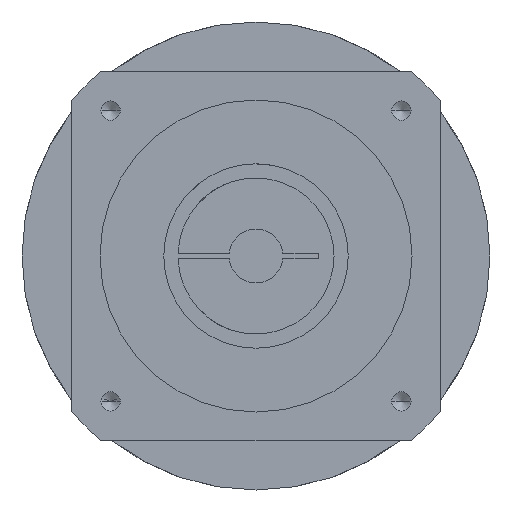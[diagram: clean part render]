
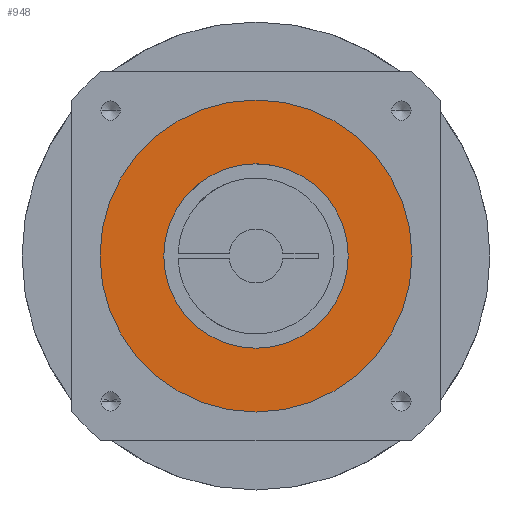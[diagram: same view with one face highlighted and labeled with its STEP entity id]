
A CAD part, front view. The second image highlights one B-rep face of the part: STEP entity #948.
In plain terms, the highlighted face is planar.
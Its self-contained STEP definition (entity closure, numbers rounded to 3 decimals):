
#15 = EDGE_CURVE ( 'NONE', #2699, #3407, #4783, .T. ) ;
#500 = DIRECTION ( 'NONE',  ( 0., 0., 1. ) ) ;
#632 = EDGE_LOOP ( 'NONE', ( #4231, #3581 ) ) ;
#778 = VERTEX_POINT ( 'NONE', #4202 ) ;
#916 = CARTESIAN_POINT ( 'NONE',  ( 0., 70., 55. ) ) ;
#930 = CARTESIAN_POINT ( 'NONE',  ( 0., 70., 0. ) ) ;
#948 = ADVANCED_FACE ( 'NONE', ( #2545, #2467 ), #3051, .T. ) ;
#1071 = DIRECTION ( 'NONE',  ( 0., 0., 1. ) ) ;
#1400 = AXIS2_PLACEMENT_3D ( 'NONE', #930, #3073, #2092 ) ;
#1617 = AXIS2_PLACEMENT_3D ( 'NONE', #4675, #5513, #4264 ) ;
#1714 = AXIS2_PLACEMENT_3D ( 'NONE', #2987, #1749, #4302 ) ;
#1740 = CIRCLE ( 'NONE', #1617, 55. ) ;
#1749 = DIRECTION ( 'NONE',  ( 0., 1., 0. ) ) ;
#1794 = CARTESIAN_POINT ( 'NONE',  ( 0., 70., 0. ) ) ;
#2092 = DIRECTION ( 'NONE',  ( 0., 0., 1. ) ) ;
#2310 = EDGE_LOOP ( 'NONE', ( #2617, #5244 ) ) ;
#2467 = FACE_OUTER_BOUND ( 'NONE', #632, .T. ) ;
#2545 = FACE_BOUND ( 'NONE', #2310, .T. ) ;
#2551 = CARTESIAN_POINT ( 'NONE',  ( 0., 70., -55. ) ) ;
#2617 = ORIENTED_EDGE ( 'NONE', *, *, #4920, .F. ) ;
#2699 = VERTEX_POINT ( 'NONE', #2551 ) ;
#2769 = DIRECTION ( 'NONE',  ( 0., 1., 0. ) ) ;
#2987 = CARTESIAN_POINT ( 'NONE',  ( 0., 70., 0. ) ) ;
#3051 = PLANE ( 'NONE',  #4276 ) ;
#3073 = DIRECTION ( 'NONE',  ( 0., 1., 0. ) ) ;
#3382 = EDGE_CURVE ( 'NONE', #4882, #778, #4695, .T. ) ;
#3407 = VERTEX_POINT ( 'NONE', #916 ) ;
#3581 = ORIENTED_EDGE ( 'NONE', *, *, #15, .T. ) ;
#3916 = CARTESIAN_POINT ( 'NONE',  ( 0., 70., -32.5 ) ) ;
#4202 = CARTESIAN_POINT ( 'NONE',  ( 0., 70., 32.5 ) ) ;
#4231 = ORIENTED_EDGE ( 'NONE', *, *, #4652, .T. ) ;
#4264 = DIRECTION ( 'NONE',  ( 0., 0., 1. ) ) ;
#4276 = AXIS2_PLACEMENT_3D ( 'NONE', #1794, #4797, #500 ) ;
#4301 = CIRCLE ( 'NONE', #1400, 32.5 ) ;
#4302 = DIRECTION ( 'NONE',  ( 0., 0., 1. ) ) ;
#4513 = AXIS2_PLACEMENT_3D ( 'NONE', #5331, #2769, #1071 ) ;
#4652 = EDGE_CURVE ( 'NONE', #3407, #2699, #1740, .T. ) ;
#4675 = CARTESIAN_POINT ( 'NONE',  ( 0., 70., 0. ) ) ;
#4695 = CIRCLE ( 'NONE', #1714, 32.5 ) ;
#4783 = CIRCLE ( 'NONE', #4513, 55. ) ;
#4797 = DIRECTION ( 'NONE',  ( 0., 1., 0. ) ) ;
#4882 = VERTEX_POINT ( 'NONE', #3916 ) ;
#4920 = EDGE_CURVE ( 'NONE', #778, #4882, #4301, .T. ) ;
#5244 = ORIENTED_EDGE ( 'NONE', *, *, #3382, .F. ) ;
#5331 = CARTESIAN_POINT ( 'NONE',  ( 0., 70., 0. ) ) ;
#5513 = DIRECTION ( 'NONE',  ( 0., 1., 0. ) ) ;
